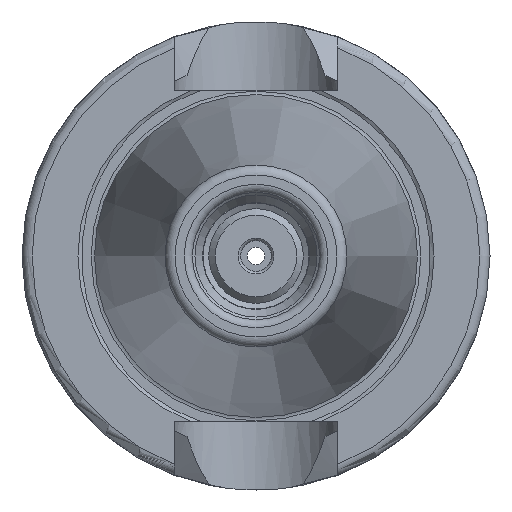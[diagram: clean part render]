
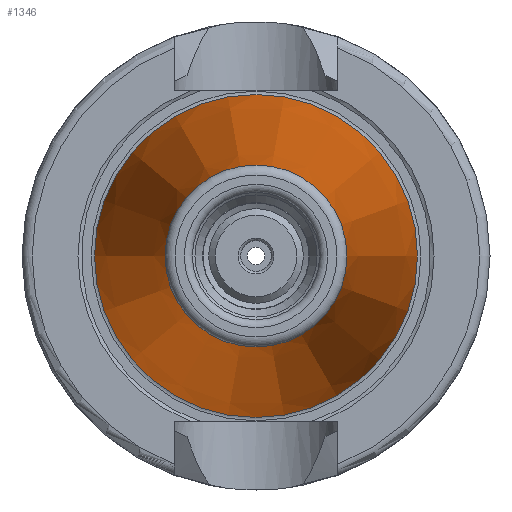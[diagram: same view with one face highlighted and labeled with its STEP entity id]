
A CAD part, left-side view. The second image highlights one B-rep face of the part: STEP entity #1346.
In plain terms, the highlighted conical face has half-angle 8.297 degrees and reference radius 12.408 mm.
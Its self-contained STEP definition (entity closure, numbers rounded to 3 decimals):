
#1319=CARTESIAN_POINT('',(-23.772,0.,0.0));
#1320=DIRECTION('',(1.0,0.0,0.0));
#1321=DIRECTION('',(0.0,1.0,0.0));
#1322=AXIS2_PLACEMENT_3D('',#1319,#1320,#1321);
#1323=CONICAL_SURFACE('',#1322,12.408,8.297);
#1324=CARTESIAN_POINT('',(0.,15.875,0.0));
#1325=VERTEX_POINT('',#1324);
#1326=CARTESIAN_POINT('',(0.,0.,0.0));
#1327=DIRECTION('',(1.0,0.0,0.0));
#1328=DIRECTION('',(0.0,1.0,0.0));
#1329=AXIS2_PLACEMENT_3D('',#1326,#1327,#1328);
#1330=CIRCLE('',#1329,15.875);
#1331=EDGE_CURVE('',#1325,#1325,#1330,.T.);
#1332=ORIENTED_EDGE('',*,*,#1331,.F.);
#1333=EDGE_LOOP('',(#1332));
#1334=FACE_OUTER_BOUND('',#1333,.T.);
#1335=CARTESIAN_POINT('',(-47.544,8.941,0.0));
#1336=VERTEX_POINT('',#1335);
#1337=CARTESIAN_POINT('',(-47.544,0.,0.0));
#1338=DIRECTION('',(1.0,0.0,0.0));
#1339=DIRECTION('',(0.0,1.0,0.0));
#1340=AXIS2_PLACEMENT_3D('',#1337,#1338,#1339);
#1341=CIRCLE('',#1340,8.941);
#1342=EDGE_CURVE('',#1336,#1336,#1341,.T.);
#1343=ORIENTED_EDGE('',*,*,#1342,.T.);
#1344=EDGE_LOOP('',(#1343));
#1345=FACE_BOUND('',#1344,.T.);
#1346=ADVANCED_FACE('',(#1334,#1345),#1323,.T.);
